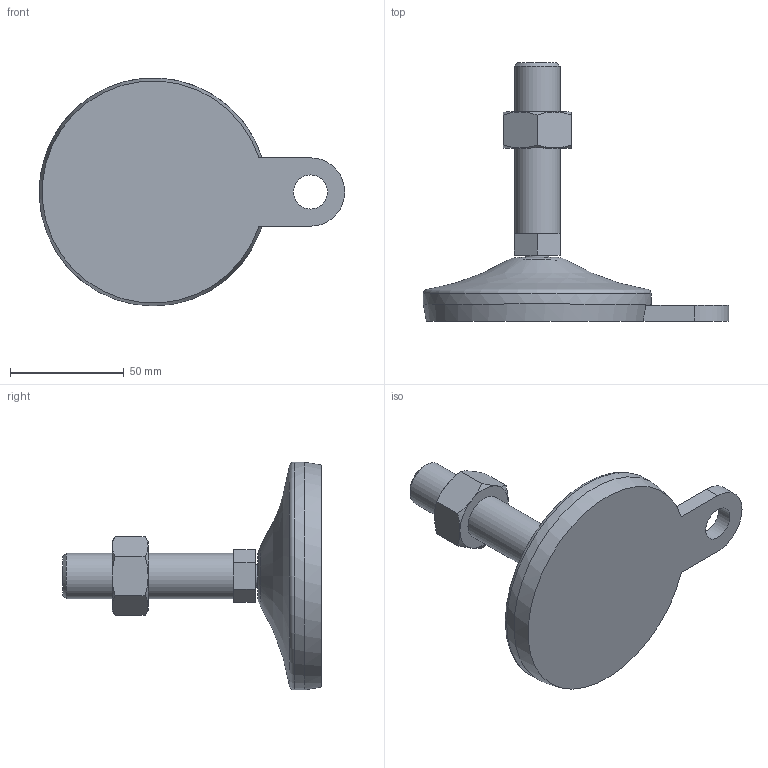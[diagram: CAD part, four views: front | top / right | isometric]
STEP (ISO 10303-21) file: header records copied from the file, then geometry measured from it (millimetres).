
FILE_DESCRIPTION( ( 'STEP AP214' ), '1' );
FILE_NAME( 'K0739.2110020X750.stp', '2020-12-09T15:15:16', ( '' ), ( '' ), ' ', 'PARTsolutions', ' ' );
FILE_SCHEMA( ( 'AUTOMOTIVE_DESIGN { 1 0 10303 214 1 1 1 1 }' ) );
Length unit declared in the file: millimetre
Products named in the file (1): _K0739.2110020X750
Bounding box: 134 x 113.5 x 100 mm (x, y, z)
Volume: 181619.6 mm3; surface area: 29559.2 mm2
Topology: 1 solids, 1 shells, 50 faces, 109 edges, 65 vertices
Faces by surface type: plane 27, cone 14, cylinder 6, torus 2, bspline 1
Full cylindrical faces by diameter (mm): 10 x1, 15 x1, 20 x2, 100 x1
Entity records: 1817 total; most frequent: CARTESIAN_POINT 388, DIRECTION 206, ORIENTED_EDGE 194, EDGE_CURVE 97, AXIS2_PLACEMENT_3D 85, EDGE_LOOP 66, VERTEX_POINT 63, FACE_OUTER_BOUND 58
